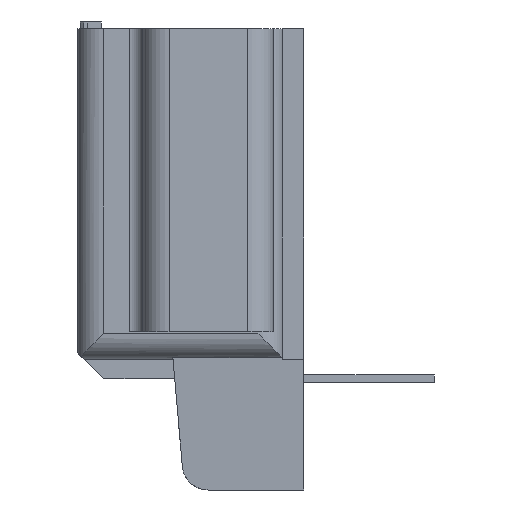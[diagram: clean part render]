
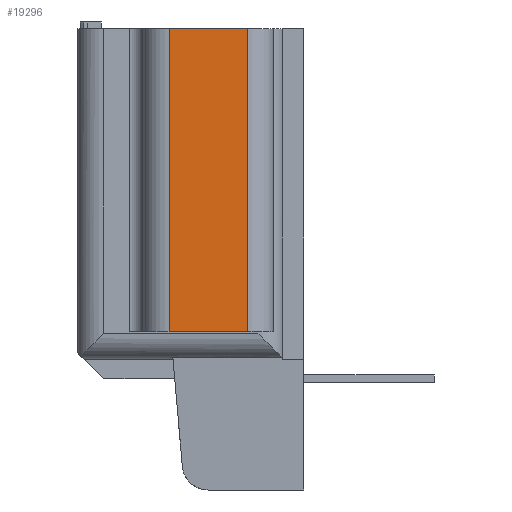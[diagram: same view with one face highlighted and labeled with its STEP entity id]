
A CAD part, left-side view. The second image highlights one B-rep face of the part: STEP entity #19296.
In plain terms, the highlighted planar face has unit normal (-1, 0, 0).
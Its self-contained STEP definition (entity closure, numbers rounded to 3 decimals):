
#16=DIRECTION('',(0.,-1.,0.));
#17=VECTOR('',#16,1.524);
#18=CARTESIAN_POINT('',(-22.58,0.229,0.));
#19=LINE('',#18,#17);
#1401=DIRECTION('',(0.,-1.,0.));
#1402=VECTOR('',#1401,1.524);
#1403=CARTESIAN_POINT('',(-22.58,0.229,-5.893));
#1404=LINE('',#1403,#1402);
#1500=DIRECTION('',(0.,0.,-1.));
#1501=VECTOR('',#1500,5.893);
#1502=CARTESIAN_POINT('',(-22.58,0.229,0.));
#1503=LINE('',#1502,#1501);
#1504=DIRECTION('',(0.,0.,-1.));
#1505=VECTOR('',#1504,5.893);
#1506=CARTESIAN_POINT('',(-22.58,-1.296,0.));
#1507=LINE('',#1506,#1505);
#14706=CARTESIAN_POINT('',(-22.58,0.229,0.));
#14707=VERTEX_POINT('',#14706);
#14708=CARTESIAN_POINT('',(-22.58,-1.296,0.));
#14709=VERTEX_POINT('',#14708);
#14726=CARTESIAN_POINT('',(-22.58,0.229,-5.893));
#14727=VERTEX_POINT('',#14726);
#14728=CARTESIAN_POINT('',(-22.58,-1.296,-5.893));
#14729=VERTEX_POINT('',#14728);
#19284=CARTESIAN_POINT('',(-22.58,0.229,0.));
#19285=DIRECTION('',(-1.,0.,0.));
#19286=DIRECTION('',(0.,-1.,0.));
#19287=AXIS2_PLACEMENT_3D('',#19284,#19285,#19286);
#19288=PLANE('',#19287);
#19289=ORIENTED_EDGE('',*,*,#18066,.T.);
#19291=ORIENTED_EDGE('',*,*,#19290,.T.);
#19292=ORIENTED_EDGE('',*,*,#19179,.F.);
#19293=ORIENTED_EDGE('',*,*,#19277,.F.);
#19294=EDGE_LOOP('',(#19289,#19291,#19292,#19293));
#19295=FACE_OUTER_BOUND('',#19294,.F.);
#18066=EDGE_CURVE('',#14707,#14709,#19,.T.);
#19179=EDGE_CURVE('',#14727,#14729,#1404,.T.);
#19277=EDGE_CURVE('',#14707,#14727,#1503,.T.);
#19290=EDGE_CURVE('',#14709,#14729,#1507,.T.);
#19296=ADVANCED_FACE('',(#19295),#19288,.T.);
